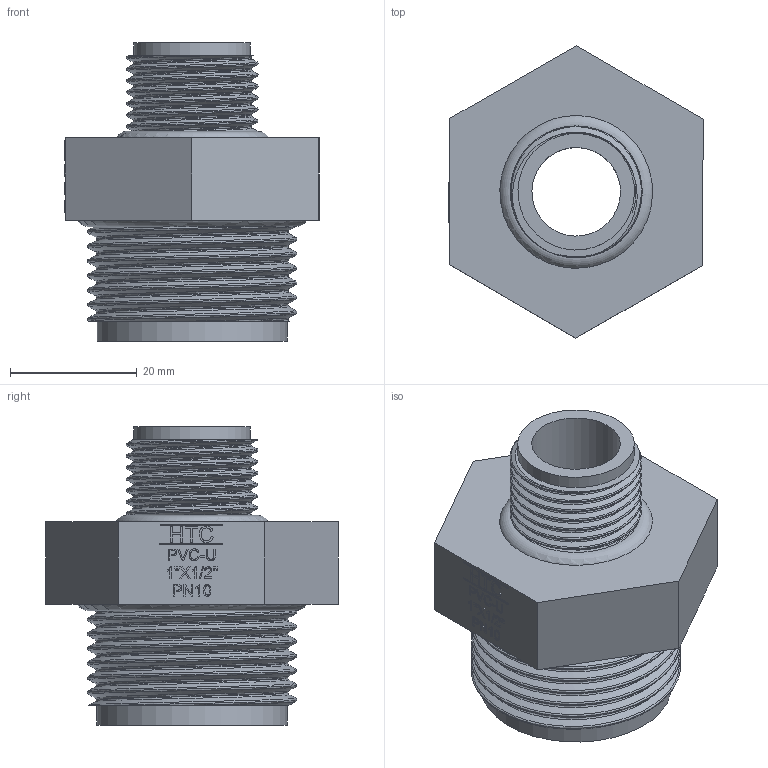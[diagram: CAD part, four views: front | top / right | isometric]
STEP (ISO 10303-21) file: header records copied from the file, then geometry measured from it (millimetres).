
FILE_DESCRIPTION(/* description */ (''),/* implementation_level */ '2;1');
FILE_NAME(/* name */ 'AF0205.032.020.step',/* time_stamp */ '2026-03-26T09:09:59+01:00',/* author */ (''),/* organization */ (''),/* preprocessor_version */ 'ST-DEVELOPER v20.1',/* originating_system */ 'Autodesk Translation Framework v14.24.0.0',/* authorisation */ '');
FILE_SCHEMA (('AUTOMOTIVE_DESIGN { 1 0 10303 214 3 1 1 }'));
Length unit declared in the file: millimetre
Products named in the file (1): 2026-03-26-08-27-20-431
Bounding box: 40.17 x 46.19 x 47.1 mm (x, y, z)
Volume: 21946.1 mm3; surface area: 11420.7 mm2
Topology: 1 solids, 1 shells, 337 faces, 912 edges, 608 vertices
Faces by surface type: plane 175, bspline 141, cylinder 19, torus 2
Full cylindrical faces by diameter (mm): 14 x1, 18.413 x1, 18.631 x6, 24.4 x1, 30.069 x1, 30.291 x5
Entity records: 18922 total; most frequent: CARTESIAN_POINT 11431, ORIENTED_EDGE 1824, DIRECTION 996, EDGE_CURVE 912, VERTEX_POINT 608, LINE 566, VECTOR 566, EDGE_LOOP 370
